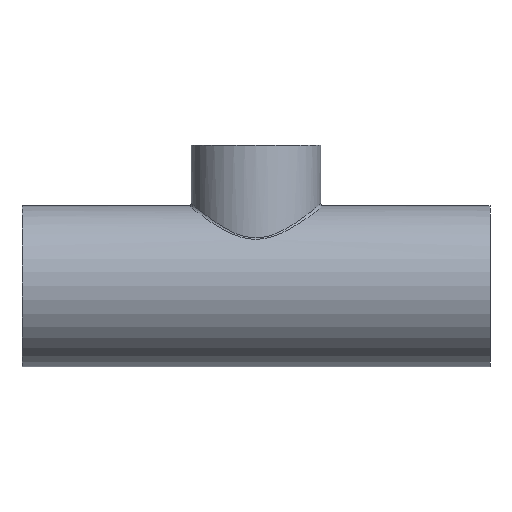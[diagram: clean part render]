
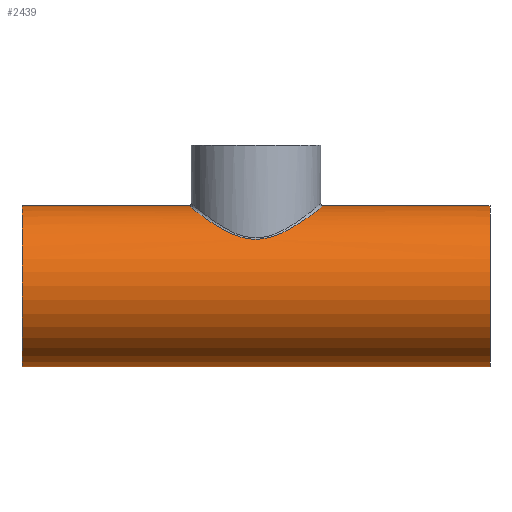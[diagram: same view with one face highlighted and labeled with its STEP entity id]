
A CAD part, front view. The second image highlights one B-rep face of the part: STEP entity #2439.
In plain terms, the highlighted cylindrical face has radius 64.5 mm (diameter 129 mm), a full revolution.
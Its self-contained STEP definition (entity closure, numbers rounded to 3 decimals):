
#2184=CARTESIAN_POINT('',(0.,-52.376,37.643));
#2185=VERTEX_POINT('',#2184);
#2291=CARTESIAN_POINT('',(0.,-52.376,37.643));
#2292=CARTESIAN_POINT('',(0.535,-52.376,37.643));
#2293=CARTESIAN_POINT('',(2.675,-52.345,37.686));
#2294=CARTESIAN_POINT('',(6.928,-52.037,38.114));
#2295=CARTESIAN_POINT('',(12.599,-51.049,39.446));
#2296=CARTESIAN_POINT('',(17.233,-49.694,41.139));
#2297=CARTESIAN_POINT('',(19.994,-48.661,42.339));
#2298=CARTESIAN_POINT('',(21.807,-47.928,43.169));
#2299=CARTESIAN_POINT('',(26.47,-45.857,45.442));
#2300=CARTESIAN_POINT('',(30.756,-43.222,47.979));
#2301=CARTESIAN_POINT('',(34.497,-40.304,50.361));
#2302=CARTESIAN_POINT('',(35.959,-39.099,51.312));
#2303=CARTESIAN_POINT('',(37.888,-37.355,52.6));
#2304=CARTESIAN_POINT('',(39.72,-35.512,53.859));
#2305=CARTESIAN_POINT('',(40.999,-34.097,54.756));
#2306=CARTESIAN_POINT('',(43.28,-31.433,56.373));
#2307=CARTESIAN_POINT('',(45.708,-28.098,58.149));
#2308=CARTESIAN_POINT('',(47.725,-24.544,59.662));
#2309=CARTESIAN_POINT('',(48.625,-22.788,60.343));
#2310=CARTESIAN_POINT('',(49.205,-21.6,60.783));
#2311=CARTESIAN_POINT('',(50.768,-18.105,61.977));
#2312=CARTESIAN_POINT('',(52.493,-12.97,63.317));
#2313=CARTESIAN_POINT('',(53.495,-7.563,64.103));
#2314=CARTESIAN_POINT('',(54.057,-2.068,64.545));
#2315=CARTESIAN_POINT('',(54.055,2.796,64.543));
#2316=CARTESIAN_POINT('',(53.505,7.25,64.11));
#2317=CARTESIAN_POINT('',(53.031,9.954,63.739));
#2318=CARTESIAN_POINT('',(52.161,13.967,63.059));
#2319=CARTESIAN_POINT('',(50.526,18.819,61.789));
#2320=CARTESIAN_POINT('',(48.244,23.638,60.052));
#2321=CARTESIAN_POINT('',(46.143,27.322,58.476));
#2322=CARTESIAN_POINT('',(43.942,30.524,56.857));
#2323=CARTESIAN_POINT('',(40.73,34.531,54.552));
#2324=CARTESIAN_POINT('',(37.386,37.935,52.237));
#2325=CARTESIAN_POINT('',(34.12,40.625,50.113));
#2326=CARTESIAN_POINT('',(32.1,42.132,48.846));
#2327=CARTESIAN_POINT('',(28.985,44.289,46.945));
#2328=CARTESIAN_POINT('',(25.512,46.252,44.993));
#2329=CARTESIAN_POINT('',(22.13,47.785,43.326));
#2330=CARTESIAN_POINT('',(20.931,48.285,42.766));
#2331=CARTESIAN_POINT('',(19.112,49.005,41.945));
#2332=CARTESIAN_POINT('',(15.207,50.373,40.319));
#2333=CARTESIAN_POINT('',(10.542,51.463,38.89));
#2334=CARTESIAN_POINT('',(6.828,51.962,38.213));
#2335=CARTESIAN_POINT('',(4.958,52.165,37.935));
#2336=CARTESIAN_POINT('',(1.892,52.401,37.609));
#2337=CARTESIAN_POINT('',(-1.687,52.4,37.611));
#2338=CARTESIAN_POINT('',(-5.465,52.132,37.982));
#2339=CARTESIAN_POINT('',(-8.724,51.733,38.526));
#2340=CARTESIAN_POINT('',(-12.585,50.986,39.515));
#2341=CARTESIAN_POINT('',(-16.193,50.005,40.752));
#2342=CARTESIAN_POINT('',(-18.696,49.15,41.772));
#2343=CARTESIAN_POINT('',(-21.144,48.216,42.85));
#2344=CARTESIAN_POINT('',(-25.018,46.535,44.713));
#2345=CARTESIAN_POINT('',(-30.588,43.378,47.849));
#2346=CARTESIAN_POINT('',(-35.27,39.772,50.841));
#2347=CARTESIAN_POINT('',(-38.334,36.917,52.905));
#2348=CARTESIAN_POINT('',(-40.693,34.501,54.532));
#2349=CARTESIAN_POINT('',(-43.445,31.245,56.492));
#2350=CARTESIAN_POINT('',(-45.773,27.87,58.203));
#2351=CARTESIAN_POINT('',(-47.101,25.628,59.195));
#2352=CARTESIAN_POINT('',(-47.951,24.107,59.833));
#2353=CARTESIAN_POINT('',(-49.265,21.573,60.827));
#2354=CARTESIAN_POINT('',(-51.01,17.465,62.165));
#2355=CARTESIAN_POINT('',(-52.264,13.363,63.139));
#2356=CARTESIAN_POINT('',(-53.272,8.92,63.927));
#2357=CARTESIAN_POINT('',(-54.057,3.456,64.545));
#2358=CARTESIAN_POINT('',(-54.055,-2.802,64.543));
#2359=CARTESIAN_POINT('',(-53.377,-8.281,64.01));
#2360=CARTESIAN_POINT('',(-52.406,-12.977,63.25));
#2361=CARTESIAN_POINT('',(-51.179,-16.883,62.296));
#2362=CARTESIAN_POINT('',(-49.838,-20.208,61.267));
#2363=CARTESIAN_POINT('',(-48.456,-23.232,60.212));
#2364=CARTESIAN_POINT('',(-46.766,-26.286,58.94));
#2365=CARTESIAN_POINT('',(-44.391,-29.91,57.185));
#2366=CARTESIAN_POINT('',(-42.236,-32.716,55.625));
#2367=CARTESIAN_POINT('',(-39.829,-35.405,53.933));
#2368=CARTESIAN_POINT('',(-37.494,-37.747,52.331));
#2369=CARTESIAN_POINT('',(-35.364,-39.618,50.917));
#2370=CARTESIAN_POINT('',(-30.904,-43.133,48.065));
#2371=CARTESIAN_POINT('',(-26.428,-45.878,45.42));
#2372=CARTESIAN_POINT('',(-21.119,-48.233,42.834));
#2373=CARTESIAN_POINT('',(-17.432,-49.638,41.21));
#2374=CARTESIAN_POINT('',(-13.558,-50.767,39.799));
#2375=CARTESIAN_POINT('',(-9.509,-51.587,38.72));
#2376=CARTESIAN_POINT('',(-6.905,-51.964,38.211));
#2377=CARTESIAN_POINT('',(-3.745,-52.283,37.774));
#2378=CARTESIAN_POINT('',(-1.604,-52.376,37.643));
#2379=CARTESIAN_POINT('',(0.,-52.376,37.643));
#2380=CARTESIAN_POINT('',(0.,-52.376,37.643));
#2381=CARTESIAN_POINT('',(0.,-52.376,37.643));
#2382=CARTESIAN_POINT('',(0.,-52.376,37.643));
#2383=B_SPLINE_CURVE_WITH_KNOTS('',3,(#2291,#2292,#2293,#2294,#2295,#2296,#2297,#2298,#2299,#2300,#2301,#2302,#2303,#2304,#2305,#2306,#2307,#2308,#2309,#2310,#2311,#2312,#2313,#2314,#2315,#2316,#2317,#2318,#2319,#2320,#2321,#2322,#2323,#2324,#2325,#2326,#2327,#2328,#2329,#2330,#2331,#2332,#2333,#2334,#2335,#2336,#2337,#2338,#2339,#2340,#2341,#2342,#2343,#2344,#2345,#2346,#2347,#2348,#2349,#2350,#2351,#2352,#2353,#2354,#2355,#2356,#2357,#2358,#2359,#2360,#2361,#2362,#2363,#2364,#2365,#2366,#2367,#2368,#2369,#2370,#2371,#2372,#2373,#2374,#2375,#2376,#2377,#2378,#2379,#2380,#2381,#2382),.UNSPECIFIED.,.T.,.U.,(4,1,1,1,1,1,1,1,1,1,1,1,1,1,1,1,1,1,1,1,1,1,1,1,1,1,1,1,1,1,1,1,1,1,1,1,1,1,1,1,1,1,1,1,1,1,1,1,1,1,1,1,1,1,1,1,1,1,1,1,1,1,1,1,1,1,1,1,1,1,1,1,1,1,1,1,1,1,1,1,1,1,1,1,1,1,3,4),(-33.655,-33.504,-33.054,-32.453,-31.852,-31.626,-31.551,-31.251,-30.049,-29.974,-29.748,-29.448,-29.147,-28.922,-28.847,-28.045,-27.645,-27.595,-27.444,-27.244,-26.443,-25.842,-25.642,-24.84,-24.44,-24.339,-24.039,-23.238,-22.837,-22.436,-21.936,-21.635,-20.834,-20.433,-20.283,-20.032,-19.231,-19.031,-18.881,-18.831,-18.43,-17.629,-17.428,-17.361,-17.094,-16.56,-16.36,-16.026,-15.625,-15.225,-14.924,-14.824,-14.423,-13.622,-12.821,-12.554,-12.287,-11.752,-11.218,-11.018,-10.951,-10.684,-10.15,-9.616,-9.415,-8.814,-8.013,-7.612,-7.212,-6.611,-6.41,-6.143,-5.609,-5.342,-4.808,-4.507,-4.207,-3.756,-3.606,-2.404,-2.103,-1.803,-1.202,-0.901,-0.601,-0.451,0.0,0.),.UNSPECIFIED.);
#2384=EDGE_CURVE('',#2185,#2185,#2383,.T.);
#2409=CARTESIAN_POINT('',(0.0,0.0,0.0));
#2410=DIRECTION('',(-1.0,0.0,0.0));
#2411=DIRECTION('',(0.0,-1.0,0.0));
#2412=AXIS2_PLACEMENT_3D('',#2409,#2410,#2411);
#2413=CYLINDRICAL_SURFACE('',#2412,64.5);
#2414=CARTESIAN_POINT('',(-187.5,-64.5,0.0));
#2415=VERTEX_POINT('',#2414);
#2416=CARTESIAN_POINT('',(-187.5,0.0,0.0));
#2417=DIRECTION('',(-1.0,0.0,0.0));
#2418=DIRECTION('',(0.0,-1.0,0.0));
#2419=AXIS2_PLACEMENT_3D('',#2416,#2417,#2418);
#2420=CIRCLE('',#2419,64.5);
#2421=EDGE_CURVE('',#2415,#2415,#2420,.T.);
#2422=ORIENTED_EDGE('',*,*,#2421,.F.);
#2423=EDGE_LOOP('',(#2422));
#2424=FACE_OUTER_BOUND('',#2423,.T.);
#2425=CARTESIAN_POINT('',(187.5,-64.5,0.0));
#2426=VERTEX_POINT('',#2425);
#2427=CARTESIAN_POINT('',(187.5,0.0,0.0));
#2428=DIRECTION('',(-1.0,0.0,0.0));
#2429=DIRECTION('',(0.0,-1.0,0.0));
#2430=AXIS2_PLACEMENT_3D('',#2427,#2428,#2429);
#2431=CIRCLE('',#2430,64.5);
#2432=EDGE_CURVE('',#2426,#2426,#2431,.T.);
#2433=ORIENTED_EDGE('',*,*,#2432,.T.);
#2434=EDGE_LOOP('',(#2433));
#2435=FACE_BOUND('',#2434,.T.);
#2436=ORIENTED_EDGE('',*,*,#2384,.F.);
#2437=EDGE_LOOP('',(#2436));
#2438=FACE_BOUND('',#2437,.T.);
#2439=ADVANCED_FACE('',(#2424,#2435,#2438),#2413,.T.);
